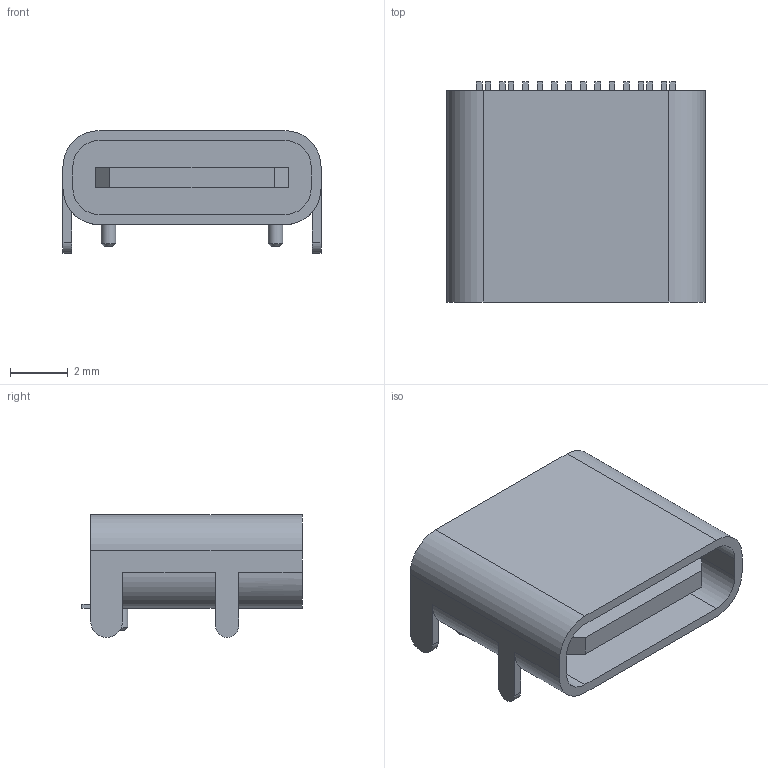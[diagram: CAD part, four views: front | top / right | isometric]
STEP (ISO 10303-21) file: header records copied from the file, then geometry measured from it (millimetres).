
FILE_DESCRIPTION(('Open CASCADE Model'),'2;1');
FILE_NAME('Open CASCADE Shape Model','2019-12-07T03:29:46',('Author'),( 'Open CASCADE'),'Open CASCADE STEP processor 6.9','Open CASCADE 6.9' ,'Unknown');
FILE_SCHEMA(('AUTOMOTIVE_DESIGN { 1 0 10303 214 1 1 1 1 }'));
Length unit declared in the file: millimetre
Products named in the file (23): Open CASCADE STEP translator 6.9 2; Open CASCADE STEP translator 6.9 2.1; Open CASCADE STEP translator 6.9 2.2; Open CASCADE STEP translator 6.9 2.3; Open CASCADE STEP translator 6.9 2.3.1; Open CASCADE STEP translator 6.9 2.3.2; Open CASCADE STEP translator 6.9 2.4; Open CASCADE STEP translator 6.9 2.4.1; Open CASCADE STEP translator 6.9 2.4.2; Open CASCADE STEP translator 6.9 2.4.3; Open CASCADE STEP translator 6.9 2.4.4; Open CASCADE STEP translator 6.9 2.4.5; Open CASCADE STEP translator 6.9 2.4.6; Open CASCADE STEP translator 6.9 2.4.7; Open CASCADE STEP translator 6.9 2.4.8; Open CASCADE STEP translator 6.9 2.4.9; Open CASCADE STEP translator 6.9 2.4.10; Open CASCADE STEP translator 6.9 2.4.11; Open CASCADE STEP translator 6.9 2.4.12; Open CASCADE STEP translator 6.9 2.4.13; Open CASCADE STEP translator 6.9 2.4.14; Open CASCADE STEP translator 6.9 2.4.15; Open CASCADE STEP translator 6.9 2.4.16
Assembly tree (22 placements, depth 3):
  Open CASCADE STEP translator 6.9 2
    Open CASCADE STEP translator 6.9 2.1
    Open CASCADE STEP translator 6.9 2.2
    Open CASCADE STEP translator 6.9 2.3
      Open CASCADE STEP translator 6.9 2.3.1
      Open CASCADE STEP translator 6.9 2.3.2
    Open CASCADE STEP translator 6.9 2.4
      Open CASCADE STEP translator 6.9 2.4.1
      Open CASCADE STEP translator 6.9 2.4.2
      Open CASCADE STEP translator 6.9 2.4.3
      Open CASCADE STEP translator 6.9 2.4.4
      Open CASCADE STEP translator 6.9 2.4.5
      Open CASCADE STEP translator 6.9 2.4.6
      Open CASCADE STEP translator 6.9 2.4.7
      Open CASCADE STEP translator 6.9 2.4.8
      Open CASCADE STEP translator 6.9 2.4.9
      Open CASCADE STEP translator 6.9 2.4.10
      Open CASCADE STEP translator 6.9 2.4.11
      Open CASCADE STEP translator 6.9 2.4.12
      Open CASCADE STEP translator 6.9 2.4.13
      Open CASCADE STEP translator 6.9 2.4.14
      Open CASCADE STEP translator 6.9 2.4.15
      Open CASCADE STEP translator 6.9 2.4.16
Bounding box: 8.94 x 7.63 x 4.25 mm (x, y, z)
Volume: 127.8 mm3; surface area: 410.7 mm2
Topology: 20 solids, 20 shells, 153 faces, 334 edges, 222 vertices
Faces by surface type: plane 133, cylinder 18, cone 2
Full cylindrical faces by diameter (mm): 0.5 x2
Entity records: 8868 total; most frequent: CARTESIAN_POINT 1504, DIRECTION 1364, LINE 896, VECTOR 896, ORIENTED_EDGE 668, PCURVE 668, DEFINITIONAL_REPRESENTATION 668, EDGE_CURVE 334
